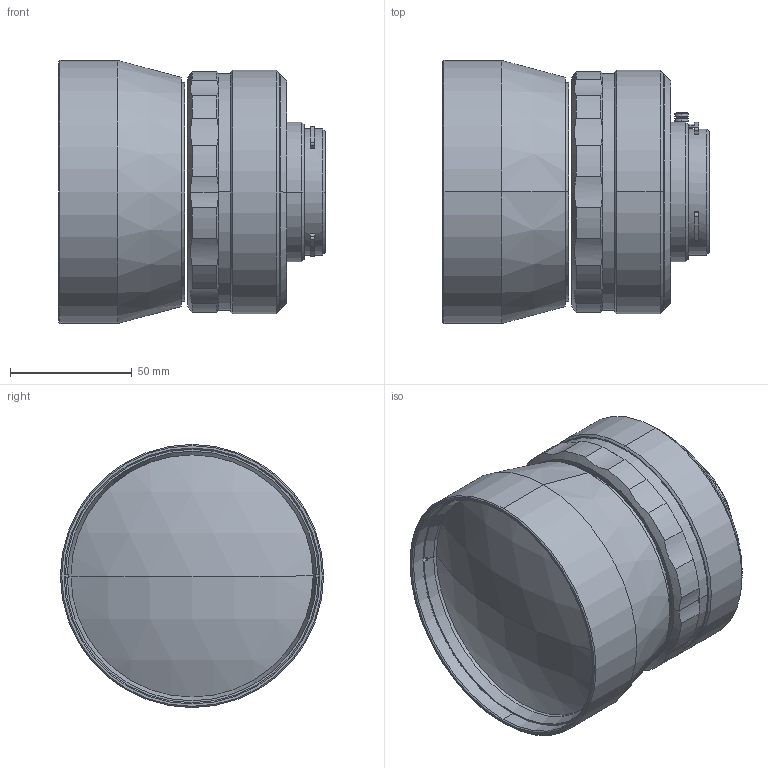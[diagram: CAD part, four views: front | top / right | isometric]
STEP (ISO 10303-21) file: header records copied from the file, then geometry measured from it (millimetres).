
FILE_DESCRIPTION (( 'STEP AP214' ), '1' );
FILE_NAME ('MW10023.STEP', '2016-03-14T08:48:14', ( '' ), ( '' ), 'SwSTEP 2.0', 'SolidWorks 2015', '' );
FILE_SCHEMA (( 'AUTOMOTIVE_DESIGN' ));
Length unit declared in the file: millimetre
Products named in the file (1): MW10023
Bounding box: 109.37 x 108 x 108 mm (x, y, z)
Surface area: 83183.6 mm2 (no closed solid volume)
Topology: 0 solids, 16 shells, 159 faces, 454 edges, 308 vertices
Faces by surface type: cylinder 85, plane 36, cone 34, sphere 4
Entity records: 7518 total; most frequent: CARTESIAN_POINT 1538, DIRECTION 941, ORIENTED_EDGE 778, EDGE_CURVE 454, AXIS2_PLACEMENT_3D 383, VERTEX_POINT 308, CIRCLE 223, EDGE_LOOP 189
